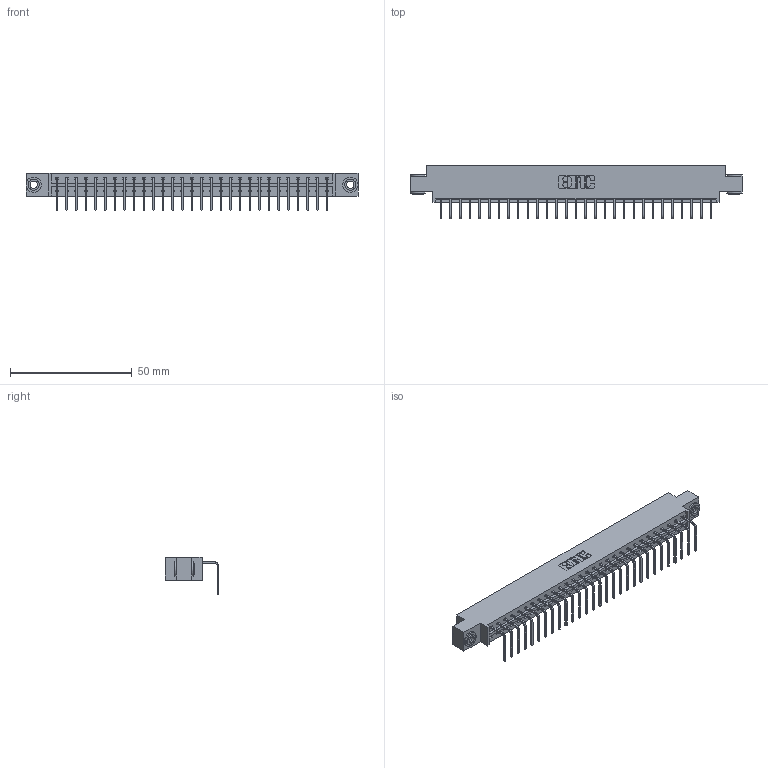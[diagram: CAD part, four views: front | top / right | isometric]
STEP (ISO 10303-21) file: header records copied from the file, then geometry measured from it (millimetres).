
FILE_DESCRIPTION (( 'STEP AP203' ), '1' );
FILE_NAME ('833-029-558-603.STEP', '2020-06-02T11:28:37', ( '' ), ( '' ), 'SwSTEP 2.0', 'SolidWorks 2020', '' );
FILE_SCHEMA (( 'CONFIG_CONTROL_DESIGN' ));
Length unit declared in the file: inch
Products named in the file (4): 345-250-002_345-250-002-102; 345-292-001_558 Tail - 2; 833 Part_Offset - .156 Dia - TH; 833-029-558-603
Assembly tree (32 placements, depth 2):
  833-029-558-603
    833 Part_Offset - .156 Dia - TH
    345-292-001_558 Tail - 2  x29
    345-250-002_345-250-002-102  x2
Bounding box: 136.45 x 22.17 x 15.37 mm (x, y, z)
Volume: 13507 mm3; surface area: 15547.3 mm2
Topology: 32 solids, 32 shells, 1896 faces, 5677 edges, 3742 vertices
Faces by surface type: plane 1360, cylinder 528, cone 8
Entity records: 20276 total; most frequent: CARTESIAN_POINT 3480, ORIENTED_EDGE 3438, DIRECTION 2995, EDGE_CURVE 1719, VECTOR 1567, LINE 1567, VERTEX_POINT 1142, AXIS2_PLACEMENT_3D 714
